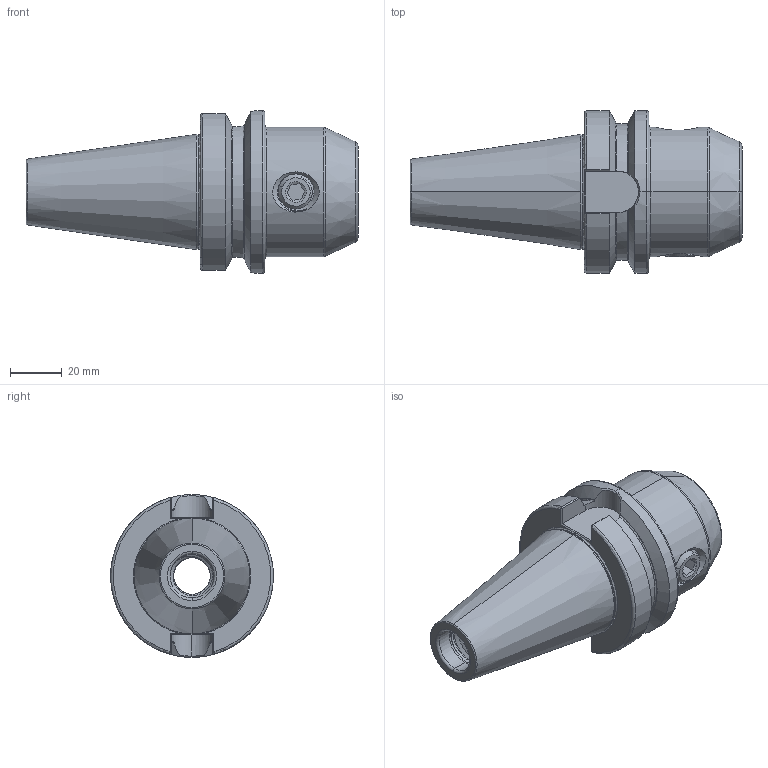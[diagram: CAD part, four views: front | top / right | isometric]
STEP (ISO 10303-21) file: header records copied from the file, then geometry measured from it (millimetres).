
FILE_DESCRIPTION (( 'STEP AP203' ), '1' );
FILE_NAME ('405.04.18.STEP', '2016-08-01T08:49:20', ( '' ), ( '' ), 'SwSTEP 2.0', 'SolidWorks 2012', '' );
FILE_SCHEMA (( 'CONFIG_CONTROL_DESIGN' ));
Length unit declared in the file: millimetre
Products named in the file (3): 405.04.18; 側固14_M14x2_16L
Assembly tree (2 placements, depth 2):
  405.04.18
    405.04.18
    側固14_M14x2_16L
Bounding box: 128.4 x 63 x 63 mm (x, y, z)
Volume: 171362.4 mm3; surface area: 32623.1 mm2
Topology: 2 solids, 2 shells, 192 faces, 494 edges, 311 vertices
Faces by surface type: cylinder 72, plane 40, cone 29, torus 28, bspline 21, sphere 2
Entity records: 16252 total; most frequent: CARTESIAN_POINT 11813, ORIENTED_EDGE 984, DIRECTION 744, EDGE_CURVE 492, VERTEX_POINT 311, AXIS2_PLACEMENT_3D 295, EDGE_LOOP 203, FACE_OUTER_BOUND 192
